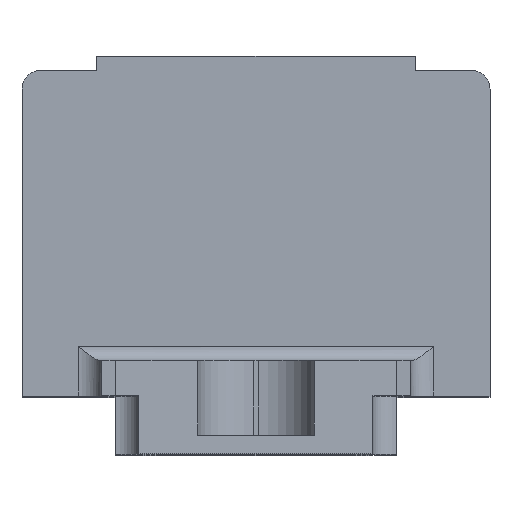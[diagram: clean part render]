
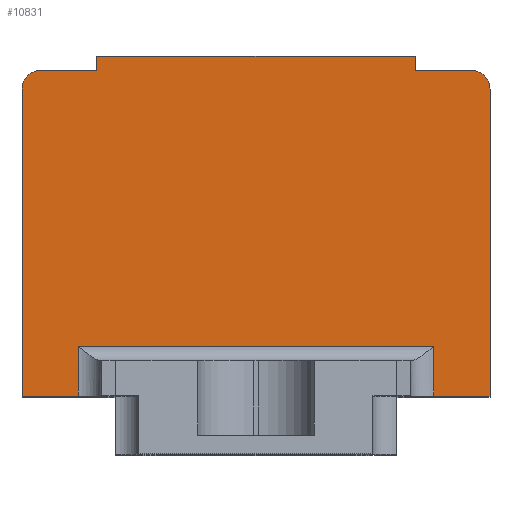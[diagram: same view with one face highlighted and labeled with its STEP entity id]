
A CAD part, top view. The second image highlights one B-rep face of the part: STEP entity #10831.
In plain terms, the highlighted planar face has unit normal (0, 0, 1).
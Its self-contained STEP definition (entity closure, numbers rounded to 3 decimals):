
#3955=DIRECTION('',(0.,1.,0.));
#3956=VECTOR('',#3955,5.3);
#3957=CARTESIAN_POINT('',(-19.,6.2,100.1));
#3958=LINE('',#3957,#3956);
#3973=DIRECTION('',(-1.,0.,0.));
#3974=VECTOR('',#3973,6.);
#3975=CARTESIAN_POINT('',(-19.,6.2,100.1));
#3976=LINE('',#3975,#3974);
#3977=DIRECTION('',(0.,1.,0.));
#3978=VECTOR('',#3977,32.8);
#3979=CARTESIAN_POINT('',(-25.,6.2,100.1));
#3980=LINE('',#3979,#3978);
#3981=CARTESIAN_POINT('',(-23.,39.,100.1));
#3982=DIRECTION('',(0.,0.,-1.));
#3983=DIRECTION('',(-1.,0.,0.));
#3984=AXIS2_PLACEMENT_3D('',#3981,#3982,#3983);
#3986=DIRECTION('',(1.,0.,0.));
#3987=VECTOR('',#3986,6.);
#3988=CARTESIAN_POINT('',(-23.,41.,100.1));
#3989=LINE('',#3988,#3987);
#3990=DIRECTION('',(0.,1.,0.));
#3991=VECTOR('',#3990,1.5);
#3992=CARTESIAN_POINT('',(-17.,41.,100.1));
#3993=LINE('',#3992,#3991);
#3994=DIRECTION('',(1.,0.,0.));
#3995=VECTOR('',#3994,34.);
#3996=CARTESIAN_POINT('',(-17.,42.5,100.1));
#3997=LINE('',#3996,#3995);
#3998=DIRECTION('',(0.,-1.,0.));
#3999=VECTOR('',#3998,1.5);
#4000=CARTESIAN_POINT('',(17.,42.5,100.1));
#4001=LINE('',#4000,#3999);
#4002=DIRECTION('',(1.,0.,0.));
#4003=VECTOR('',#4002,6.);
#4004=CARTESIAN_POINT('',(17.,41.,100.1));
#4005=LINE('',#4004,#4003);
#4006=CARTESIAN_POINT('',(23.,39.,100.1));
#4007=DIRECTION('',(0.,0.,-1.));
#4008=DIRECTION('',(0.,1.,0.));
#4009=AXIS2_PLACEMENT_3D('',#4006,#4007,#4008);
#4011=DIRECTION('',(0.,-1.,0.));
#4012=VECTOR('',#4011,32.8);
#4013=CARTESIAN_POINT('',(25.,39.,100.1));
#4014=LINE('',#4013,#4012);
#4015=DIRECTION('',(-1.,0.,0.));
#4016=VECTOR('',#4015,6.);
#4017=CARTESIAN_POINT('',(25.,6.2,100.1));
#4018=LINE('',#4017,#4016);
#4038=DIRECTION('',(1.,0.,0.));
#4039=VECTOR('',#4038,38.);
#4040=CARTESIAN_POINT('',(-19.,11.5,100.1));
#4041=LINE('',#4040,#4039);
#4062=DIRECTION('',(0.,-1.,0.));
#4063=VECTOR('',#4062,5.3);
#4064=CARTESIAN_POINT('',(19.,11.5,100.1));
#4065=LINE('',#4064,#4063);
#5045=CARTESIAN_POINT('',(-25.,6.2,100.1));
#5046=CARTESIAN_POINT('',(-25.,39.,100.1));
#5047=VERTEX_POINT('',#5045);
#5048=VERTEX_POINT('',#5046);
#5049=CARTESIAN_POINT('',(-23.,41.,100.1));
#5050=VERTEX_POINT('',#5049);
#5051=CARTESIAN_POINT('',(-17.,41.,100.1));
#5052=VERTEX_POINT('',#5051);
#5053=CARTESIAN_POINT('',(-17.,42.5,100.1));
#5054=VERTEX_POINT('',#5053);
#5055=CARTESIAN_POINT('',(17.,42.5,100.1));
#5056=VERTEX_POINT('',#5055);
#5057=CARTESIAN_POINT('',(17.,41.,100.1));
#5058=VERTEX_POINT('',#5057);
#5059=CARTESIAN_POINT('',(23.,41.,100.1));
#5060=VERTEX_POINT('',#5059);
#5061=CARTESIAN_POINT('',(25.,39.,100.1));
#5062=VERTEX_POINT('',#5061);
#5063=CARTESIAN_POINT('',(25.,6.2,100.1));
#5064=VERTEX_POINT('',#5063);
#5201=CARTESIAN_POINT('',(19.,6.2,100.1));
#5202=VERTEX_POINT('',#5201);
#5207=CARTESIAN_POINT('',(-19.,6.2,100.1));
#5208=VERTEX_POINT('',#5207);
#5265=CARTESIAN_POINT('',(-19.,11.5,100.1));
#5266=CARTESIAN_POINT('',(19.,11.5,100.1));
#5267=VERTEX_POINT('',#5265);
#5268=VERTEX_POINT('',#5266);
#10798=CARTESIAN_POINT('',(0.,0.,100.1));
#10799=DIRECTION('',(0.,0.,-1.));
#10800=DIRECTION('',(-1.,0.,0.));
#10801=AXIS2_PLACEMENT_3D('',#10798,#10799,#10800);
#10802=PLANE('',#10801);
#10804=ORIENTED_EDGE('',*,*,#10803,.F.);
#10805=ORIENTED_EDGE('',*,*,#10788,.F.);
#10806=ORIENTED_EDGE('',*,*,#10675,.T.);
#10808=ORIENTED_EDGE('',*,*,#10807,.T.);
#10810=ORIENTED_EDGE('',*,*,#10809,.T.);
#10812=ORIENTED_EDGE('',*,*,#10811,.T.);
#10814=ORIENTED_EDGE('',*,*,#10813,.T.);
#10816=ORIENTED_EDGE('',*,*,#10815,.T.);
#10818=ORIENTED_EDGE('',*,*,#10817,.T.);
#10820=ORIENTED_EDGE('',*,*,#10819,.T.);
#10822=ORIENTED_EDGE('',*,*,#10821,.T.);
#10824=ORIENTED_EDGE('',*,*,#10823,.T.);
#10826=ORIENTED_EDGE('',*,*,#10825,.T.);
#10828=ORIENTED_EDGE('',*,*,#10827,.F.);
#10829=EDGE_LOOP('',(#10804,#10805,#10806,#10808,#10810,#10812,#10814,#10816,
#10818,#10820,#10822,#10824,#10826,#10828));
#10830=FACE_OUTER_BOUND('',#10829,.F.);
#10831=ADVANCED_FACE('',(#10830),#10802,.F.);
#3985=CIRCLE('',#3984,2.);
#4010=CIRCLE('',#4009,2.);
#10675=EDGE_CURVE('',#5208,#5047,#3976,.T.);
#10788=EDGE_CURVE('',#5208,#5267,#3958,.T.);
#10803=EDGE_CURVE('',#5267,#5268,#4041,.T.);
#10807=EDGE_CURVE('',#5047,#5048,#3980,.T.);
#10809=EDGE_CURVE('',#5048,#5050,#3985,.T.);
#10811=EDGE_CURVE('',#5050,#5052,#3989,.T.);
#10813=EDGE_CURVE('',#5052,#5054,#3993,.T.);
#10815=EDGE_CURVE('',#5054,#5056,#3997,.T.);
#10817=EDGE_CURVE('',#5056,#5058,#4001,.T.);
#10819=EDGE_CURVE('',#5058,#5060,#4005,.T.);
#10821=EDGE_CURVE('',#5060,#5062,#4010,.T.);
#10823=EDGE_CURVE('',#5062,#5064,#4014,.T.);
#10825=EDGE_CURVE('',#5064,#5202,#4018,.T.);
#10827=EDGE_CURVE('',#5268,#5202,#4065,.T.);
